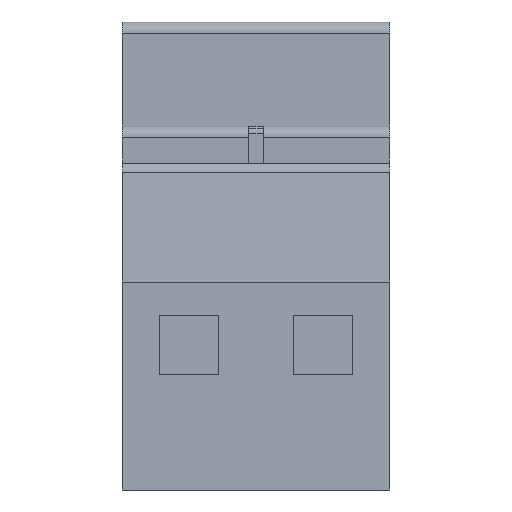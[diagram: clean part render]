
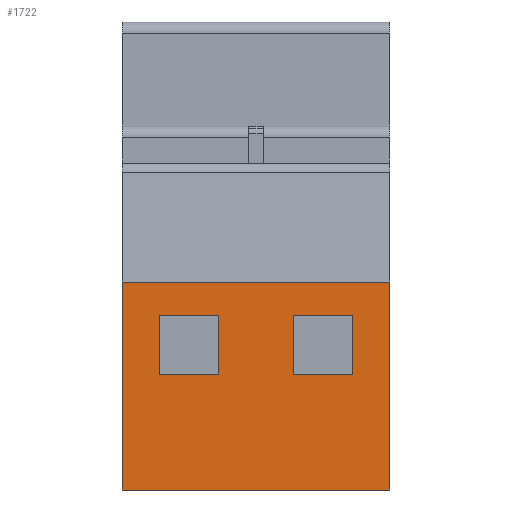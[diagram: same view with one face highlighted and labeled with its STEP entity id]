
A CAD part, front view. The second image highlights one B-rep face of the part: STEP entity #1722.
In plain terms, the highlighted planar face has unit normal (0, -1, 0).
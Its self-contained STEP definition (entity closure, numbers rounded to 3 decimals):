
#1722=ADVANCED_FACE('',(#2870,#2871,#2872),#2873,.T.);
#2870=FACE_OUTER_BOUND('',#4034,.T.);
#2871=FACE_BOUND('',#4035,.T.);
#2872=FACE_BOUND('',#4036,.T.);
#2873=PLANE('',#4037);
#4034=EDGE_LOOP('',(#5944,#5945,#5946,#5947));
#4035=EDGE_LOOP('',(#5948,#5949,#5950,#5951));
#4036=EDGE_LOOP('',(#5952,#5953,#5954,#5955));
#4037=AXIS2_PLACEMENT_3D('',#5956,#5957,#5958);
#5944=ORIENTED_EDGE('',*,*,#8938,.T.);
#5945=ORIENTED_EDGE('',*,*,#8939,.T.);
#5946=ORIENTED_EDGE('',*,*,#8940,.F.);
#5947=ORIENTED_EDGE('',*,*,#8941,.F.);
#5948=ORIENTED_EDGE('',*,*,#8903,.T.);
#5949=ORIENTED_EDGE('',*,*,#8907,.T.);
#5950=ORIENTED_EDGE('',*,*,#8910,.T.);
#5951=ORIENTED_EDGE('',*,*,#8912,.T.);
#5952=ORIENTED_EDGE('',*,*,#8927,.T.);
#5953=ORIENTED_EDGE('',*,*,#8931,.T.);
#5954=ORIENTED_EDGE('',*,*,#8934,.T.);
#5955=ORIENTED_EDGE('',*,*,#8936,.T.);
#5956=CARTESIAN_POINT('',(36.0,0.0,0.));
#5957=DIRECTION('',(0.0,-1.0,0.0));
#5958=DIRECTION('',(0.0,0.0,1.0));
#8903=EDGE_CURVE('',#10273,#10271,#10274,.T.);
#8907=EDGE_CURVE('',#10271,#10277,#10279,.T.);
#8910=EDGE_CURVE('',#10277,#10281,#10283,.T.);
#8912=EDGE_CURVE('',#10281,#10273,#10285,.T.);
#8927=EDGE_CURVE('',#10305,#10303,#10306,.T.);
#8931=EDGE_CURVE('',#10303,#10309,#10311,.T.);
#8934=EDGE_CURVE('',#10309,#10313,#10315,.T.);
#8936=EDGE_CURVE('',#10313,#10305,#10317,.T.);
#8938=EDGE_CURVE('',#10319,#10320,#10321,.T.);
#8939=EDGE_CURVE('',#10320,#10322,#10323,.T.);
#8940=EDGE_CURVE('',#10324,#10322,#10325,.T.);
#8941=EDGE_CURVE('',#10319,#10324,#10326,.T.);
#10271=VERTEX_POINT('',#12482);
#10273=VERTEX_POINT('',#12485);
#10274=LINE('',#12486,#12487);
#10277=VERTEX_POINT('',#12491);
#10279=LINE('',#12494,#12495);
#10281=VERTEX_POINT('',#12497);
#10283=LINE('',#12500,#12501);
#10285=LINE('',#12503,#12504);
#10303=VERTEX_POINT('',#12530);
#10305=VERTEX_POINT('',#12533);
#10306=LINE('',#12534,#12535);
#10309=VERTEX_POINT('',#12539);
#10311=LINE('',#12542,#12543);
#10313=VERTEX_POINT('',#12545);
#10315=LINE('',#12548,#12549);
#10317=LINE('',#12551,#12552);
#10319=VERTEX_POINT('',#12554);
#10320=VERTEX_POINT('',#12555);
#10321=LINE('',#12556,#12557);
#10322=VERTEX_POINT('',#12558);
#10323=LINE('',#12559,#12560);
#10324=VERTEX_POINT('',#12561);
#10325=LINE('',#12562,#12563);
#10326=LINE('',#12564,#12565);
#12482=CARTESIAN_POINT('',(5.,0.0,15.5));
#12485=CARTESIAN_POINT('',(13.,0.0,15.5));
#12486=CARTESIAN_POINT('',(22.5,0.0,15.5));
#12487=VECTOR('',#14845,1.0);
#12491=CARTESIAN_POINT('',(5.,0.0,23.5));
#12494=CARTESIAN_POINT('',(5.,0.0,9.75));
#12495=VECTOR('',#14848,1.0);
#12497=CARTESIAN_POINT('',(13.,0.0,23.5));
#12500=CARTESIAN_POINT('',(22.5,0.0,23.5));
#12501=VECTOR('',#14850,1.0);
#12503=CARTESIAN_POINT('',(13.,0.0,9.75));
#12504=VECTOR('',#14851,1.0);
#12530=CARTESIAN_POINT('',(23.,0.0,15.5));
#12533=CARTESIAN_POINT('',(31.,0.0,15.5));
#12534=CARTESIAN_POINT('',(31.5,0.0,15.5));
#12535=VECTOR('',#14861,1.0);
#12539=CARTESIAN_POINT('',(23.,0.0,23.5));
#12542=CARTESIAN_POINT('',(23.,0.0,9.75));
#12543=VECTOR('',#14864,1.0);
#12545=CARTESIAN_POINT('',(31.,0.0,23.5));
#12548=CARTESIAN_POINT('',(31.5,0.0,23.5));
#12549=VECTOR('',#14866,1.0);
#12551=CARTESIAN_POINT('',(31.,0.0,9.75));
#12552=VECTOR('',#14867,1.0);
#12554=CARTESIAN_POINT('',(36.0,0.0,0.));
#12555=CARTESIAN_POINT('',(36.0,0.0,28.));
#12556=CARTESIAN_POINT('',(36.0,0.0,0.));
#12557=VECTOR('',#14868,1.0);
#12558=CARTESIAN_POINT('',(0.,0.0,28.));
#12559=CARTESIAN_POINT('',(36.0,0.0,28.));
#12560=VECTOR('',#14869,1.0);
#12561=CARTESIAN_POINT('',(0.,0.0,0.));
#12562=CARTESIAN_POINT('',(0.,0.0,0.));
#12563=VECTOR('',#14870,1.0);
#12564=CARTESIAN_POINT('',(36.0,0.0,0.));
#12565=VECTOR('',#14871,1.0);
#14845=DIRECTION('',(-1.0,0.0,0.0));
#14848=DIRECTION('',(0.0,0.0,1.0));
#14850=DIRECTION('',(1.0,0.0,0.0));
#14851=DIRECTION('',(0.0,0.0,-1.0));
#14861=DIRECTION('',(-1.0,0.0,0.0));
#14864=DIRECTION('',(0.0,0.0,1.0));
#14866=DIRECTION('',(1.0,0.0,0.0));
#14867=DIRECTION('',(0.0,0.0,-1.0));
#14868=DIRECTION('',(0.,0.0,1.0));
#14869=DIRECTION('',(-1.0,0.0,0.));
#14870=DIRECTION('',(0.,0.0,1.0));
#14871=DIRECTION('',(-1.0,0.0,0.));
